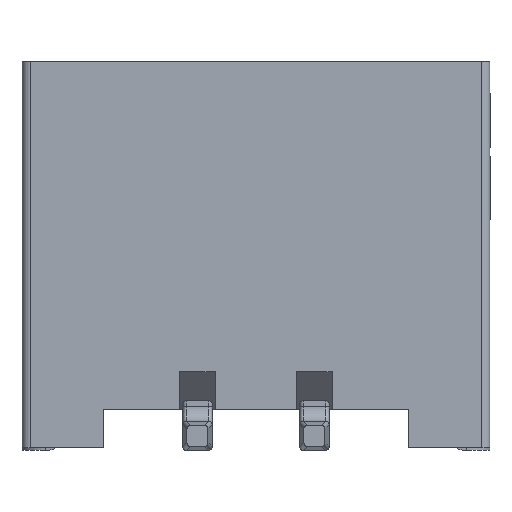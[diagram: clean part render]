
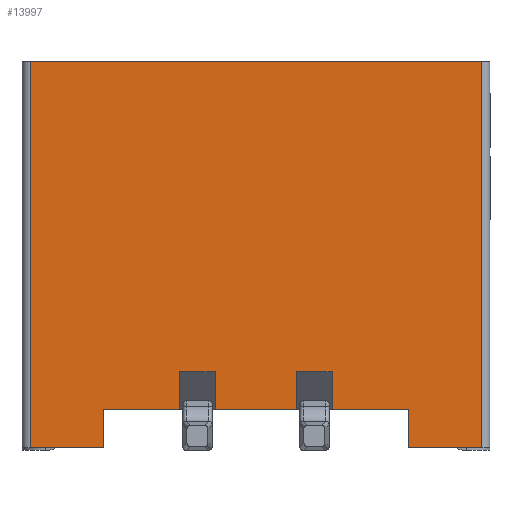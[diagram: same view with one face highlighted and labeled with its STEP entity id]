
A CAD part, front view. The second image highlights one B-rep face of the part: STEP entity #13997.
In plain terms, the highlighted planar face has unit normal (0, -1, 0).
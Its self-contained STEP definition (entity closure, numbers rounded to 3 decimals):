
#2 = LINE ( 'NONE', #3619, #7540 ) ;
#61 = FACE_OUTER_BOUND ( 'NONE', #12426, .T. ) ;
#150 = VERTEX_POINT ( 'NONE', #15672 ) ;
#191 = CARTESIAN_POINT ( 'NONE',  ( -3., -2.65, 6.65 ) ) ;
#302 = LINE ( 'NONE', #15570, #18782 ) ;
#367 = CARTESIAN_POINT ( 'NONE',  ( 3.6, -2.65, 0.7 ) ) ;
#672 = LINE ( 'NONE', #18228, #6926 ) ;
#1042 = VECTOR ( 'NONE', #10077, 1000. ) ;
#1191 = ORIENTED_EDGE ( 'NONE', *, *, #18495, .T. ) ;
#1211 = DIRECTION ( 'NONE',  ( 0., 0., -1. ) ) ;
#1291 = ORIENTED_EDGE ( 'NONE', *, *, #7809, .T. ) ;
#1346 = EDGE_CURVE ( 'NONE', #150, #6958, #2, .T. ) ;
#1544 = CARTESIAN_POINT ( 'NONE',  ( 3.6, -2.65, 0.05 ) ) ;
#1691 = CARTESIAN_POINT ( 'NONE',  ( 4.85, -2.65, 6.65 ) ) ;
#1946 = CARTESIAN_POINT ( 'NONE',  ( -0.3, -2.65, 1.35 ) ) ;
#2398 = VECTOR ( 'NONE', #7922, 1000. ) ;
#2410 = CARTESIAN_POINT ( 'NONE',  ( 0.3, -2.65, 0.7 ) ) ;
#2443 = VECTOR ( 'NONE', #1211, 1000. ) ;
#2618 = ORIENTED_EDGE ( 'NONE', *, *, #14028, .T. ) ;
#2740 = CARTESIAN_POINT ( 'NONE',  ( 2.3, -2.65, 0.7 ) ) ;
#3172 = VERTEX_POINT ( 'NONE', #22516 ) ;
#3231 = CARTESIAN_POINT ( 'NONE',  ( 2.3, -2.65, 1.35 ) ) ;
#3267 = DIRECTION ( 'NONE',  ( 1., 0., 0. ) ) ;
#3427 = VERTEX_POINT ( 'NONE', #15957 ) ;
#3619 = CARTESIAN_POINT ( 'NONE',  ( -3., -2.65, 0.05 ) ) ;
#3934 = ORIENTED_EDGE ( 'NONE', *, *, #7770, .F. ) ;
#3935 = DIRECTION ( 'NONE',  ( 1., 0., 0. ) ) ;
#4018 = ORIENTED_EDGE ( 'NONE', *, *, #18800, .T. ) ;
#4269 = EDGE_CURVE ( 'NONE', #22945, #18788, #10268, .T. ) ;
#4306 = CARTESIAN_POINT ( 'NONE',  ( -1.6, -2.65, 0.7 ) ) ;
#4443 = ORIENTED_EDGE ( 'NONE', *, *, #14504, .T. ) ;
#4799 = CARTESIAN_POINT ( 'NONE',  ( 1.7, -2.65, 0.7 ) ) ;
#4884 = CARTESIAN_POINT ( 'NONE',  ( -2.85, -2.65, 6.65 ) ) ;
#5498 = VERTEX_POINT ( 'NONE', #2410 ) ;
#5574 = DIRECTION ( 'NONE',  ( 0., 1., 0. ) ) ;
#5708 = DIRECTION ( 'NONE',  ( 0., 0., -1. ) ) ;
#6028 = DIRECTION ( 'NONE',  ( 0., 0., -1. ) ) ;
#6092 = CARTESIAN_POINT ( 'NONE',  ( 0.3, -2.65, 1.35 ) ) ;
#6504 = DIRECTION ( 'NONE',  ( 0., 0., 1. ) ) ;
#6926 = VECTOR ( 'NONE', #22038, 1000. ) ;
#6958 = VERTEX_POINT ( 'NONE', #10034 ) ;
#7307 = EDGE_CURVE ( 'NONE', #14913, #22945, #11125, .T. ) ;
#7493 = ORIENTED_EDGE ( 'NONE', *, *, #18417, .F. ) ;
#7540 = VECTOR ( 'NONE', #7913, 1000. ) ;
#7770 = EDGE_CURVE ( 'NONE', #3427, #6958, #19971, .T. ) ;
#7809 = EDGE_CURVE ( 'NONE', #9227, #14913, #12072, .T. ) ;
#7913 = DIRECTION ( 'NONE',  ( 1., 0., 0. ) ) ;
#7922 = DIRECTION ( 'NONE',  ( 0., 0., -1. ) ) ;
#8060 = ORIENTED_EDGE ( 'NONE', *, *, #1346, .T. ) ;
#8159 = CARTESIAN_POINT ( 'NONE',  ( -1.6, -2.65, 0.7 ) ) ;
#8440 = ORIENTED_EDGE ( 'NONE', *, *, #8465, .T. ) ;
#8465 = EDGE_CURVE ( 'NONE', #5498, #21683, #23196, .T. ) ;
#8729 = VERTEX_POINT ( 'NONE', #15393 ) ;
#8929 = CARTESIAN_POINT ( 'NONE',  ( 1.7, -2.65, 1.35 ) ) ;
#9227 = VERTEX_POINT ( 'NONE', #11254 ) ;
#9415 = VECTOR ( 'NONE', #24833, 1000. ) ;
#10034 = CARTESIAN_POINT ( 'NONE',  ( -1.6, -2.65, 0.05 ) ) ;
#10077 = DIRECTION ( 'NONE',  ( -1., 0., 0. ) ) ;
#10268 = LINE ( 'NONE', #15855, #24773 ) ;
#10401 = CARTESIAN_POINT ( 'NONE',  ( 4.85, -2.65, 0.05 ) ) ;
#10645 = VERTEX_POINT ( 'NONE', #3231 ) ;
#11089 = EDGE_CURVE ( 'NONE', #16799, #21683, #14402, .T. ) ;
#11125 = LINE ( 'NONE', #15208, #20325 ) ;
#11254 = CARTESIAN_POINT ( 'NONE',  ( 3.6, -2.65, 0.7 ) ) ;
#11988 = LINE ( 'NONE', #19743, #1042 ) ;
#12072 = LINE ( 'NONE', #367, #14909 ) ;
#12426 = EDGE_LOOP ( 'NONE', ( #8440, #16335, #7493, #4443, #2618, #1291, #21771, #15511, #16473, #16286, #8060, #3934, #1191, #21258, #15431, #4018 ) ) ;
#13997 = ADVANCED_FACE ( 'NONE', ( #61 ), #23450, .F. ) ;
#14028 = EDGE_CURVE ( 'NONE', #16688, #9227, #302, .T. ) ;
#14375 = DIRECTION ( 'NONE',  ( -1., 0., 0. ) ) ;
#14402 = LINE ( 'NONE', #8929, #21603 ) ;
#14504 = EDGE_CURVE ( 'NONE', #10645, #16688, #24788, .T. ) ;
#14909 = VECTOR ( 'NONE', #6028, 1000. ) ;
#14913 = VERTEX_POINT ( 'NONE', #1544 ) ;
#15208 = CARTESIAN_POINT ( 'NONE',  ( -3., -2.65, 0.05 ) ) ;
#15393 = CARTESIAN_POINT ( 'NONE',  ( -0.3, -2.65, 1.35 ) ) ;
#15419 = LINE ( 'NONE', #21145, #9415 ) ;
#15431 = ORIENTED_EDGE ( 'NONE', *, *, #18145, .F. ) ;
#15511 = ORIENTED_EDGE ( 'NONE', *, *, #4269, .T. ) ;
#15570 = CARTESIAN_POINT ( 'NONE',  ( -1.6, -2.65, 0.7 ) ) ;
#15672 = CARTESIAN_POINT ( 'NONE',  ( -2.85, -2.65, 0.05 ) ) ;
#15855 = CARTESIAN_POINT ( 'NONE',  ( 4.85, -2.65, 6.65 ) ) ;
#15891 = EDGE_CURVE ( 'NONE', #19574, #18788, #672, .T. ) ;
#15957 = CARTESIAN_POINT ( 'NONE',  ( -1.6, -2.65, 0.7 ) ) ;
#16286 = ORIENTED_EDGE ( 'NONE', *, *, #24205, .T. ) ;
#16322 = VERTEX_POINT ( 'NONE', #6092 ) ;
#16335 = ORIENTED_EDGE ( 'NONE', *, *, #11089, .F. ) ;
#16425 = CARTESIAN_POINT ( 'NONE',  ( -1.6, -2.65, 0.7 ) ) ;
#16473 = ORIENTED_EDGE ( 'NONE', *, *, #15891, .F. ) ;
#16688 = VERTEX_POINT ( 'NONE', #2740 ) ;
#16799 = VERTEX_POINT ( 'NONE', #20353 ) ;
#17023 = DIRECTION ( 'NONE',  ( 0., 0., -1. ) ) ;
#17239 = LINE ( 'NONE', #1946, #20399 ) ;
#18078 = CARTESIAN_POINT ( 'NONE',  ( 0.3, -2.65, 1.35 ) ) ;
#18145 = EDGE_CURVE ( 'NONE', #16322, #8729, #24168, .T. ) ;
#18228 = CARTESIAN_POINT ( 'NONE',  ( -3., -2.65, 6.65 ) ) ;
#18400 = VECTOR ( 'NONE', #17023, 1000. ) ;
#18417 = EDGE_CURVE ( 'NONE', #10645, #16799, #11988, .T. ) ;
#18495 = EDGE_CURVE ( 'NONE', #3427, #3172, #20261, .T. ) ;
#18782 = VECTOR ( 'NONE', #3935, 1000. ) ;
#18788 = VERTEX_POINT ( 'NONE', #1691 ) ;
#18800 = EDGE_CURVE ( 'NONE', #16322, #5498, #24263, .T. ) ;
#18965 = CARTESIAN_POINT ( 'NONE',  ( 2.3, -2.65, 1.35 ) ) ;
#19154 = DIRECTION ( 'NONE',  ( 1., 0., 0. ) ) ;
#19483 = DIRECTION ( 'NONE',  ( 1., 0., 0. ) ) ;
#19574 = VERTEX_POINT ( 'NONE', #4884 ) ;
#19743 = CARTESIAN_POINT ( 'NONE',  ( 2.3, -2.65, 1.35 ) ) ;
#19971 = LINE ( 'NONE', #8159, #2398 ) ;
#20261 = LINE ( 'NONE', #16425, #21649 ) ;
#20325 = VECTOR ( 'NONE', #19154, 1000. ) ;
#20353 = CARTESIAN_POINT ( 'NONE',  ( 1.7, -2.65, 1.35 ) ) ;
#20399 = VECTOR ( 'NONE', #5708, 1000. ) ;
#21145 = CARTESIAN_POINT ( 'NONE',  ( -2.85, -2.65, 6.65 ) ) ;
#21258 = ORIENTED_EDGE ( 'NONE', *, *, #23956, .F. ) ;
#21603 = VECTOR ( 'NONE', #22278, 1000. ) ;
#21649 = VECTOR ( 'NONE', #3267, 1000. ) ;
#21683 = VERTEX_POINT ( 'NONE', #4799 ) ;
#21771 = ORIENTED_EDGE ( 'NONE', *, *, #7307, .T. ) ;
#22019 = VECTOR ( 'NONE', #14375, 1000. ) ;
#22038 = DIRECTION ( 'NONE',  ( 1., 0., 0. ) ) ;
#22278 = DIRECTION ( 'NONE',  ( 0., 0., -1. ) ) ;
#22516 = CARTESIAN_POINT ( 'NONE',  ( -0.3, -2.65, 0.7 ) ) ;
#22709 = CARTESIAN_POINT ( 'NONE',  ( 0.3, -2.65, 1.35 ) ) ;
#22945 = VERTEX_POINT ( 'NONE', #10401 ) ;
#23064 = DIRECTION ( 'NONE',  ( 0., 0., 1. ) ) ;
#23196 = LINE ( 'NONE', #4306, #24322 ) ;
#23450 = PLANE ( 'NONE',  #23629 ) ;
#23629 = AXIS2_PLACEMENT_3D ( 'NONE', #191, #5574, #23064 ) ;
#23956 = EDGE_CURVE ( 'NONE', #8729, #3172, #17239, .T. ) ;
#24168 = LINE ( 'NONE', #18078, #22019 ) ;
#24205 = EDGE_CURVE ( 'NONE', #19574, #150, #15419, .T. ) ;
#24263 = LINE ( 'NONE', #22709, #2443 ) ;
#24322 = VECTOR ( 'NONE', #19483, 1000. ) ;
#24773 = VECTOR ( 'NONE', #6504, 1000. ) ;
#24788 = LINE ( 'NONE', #18965, #18400 ) ;
#24833 = DIRECTION ( 'NONE',  ( 0., 0., -1. ) ) ;
